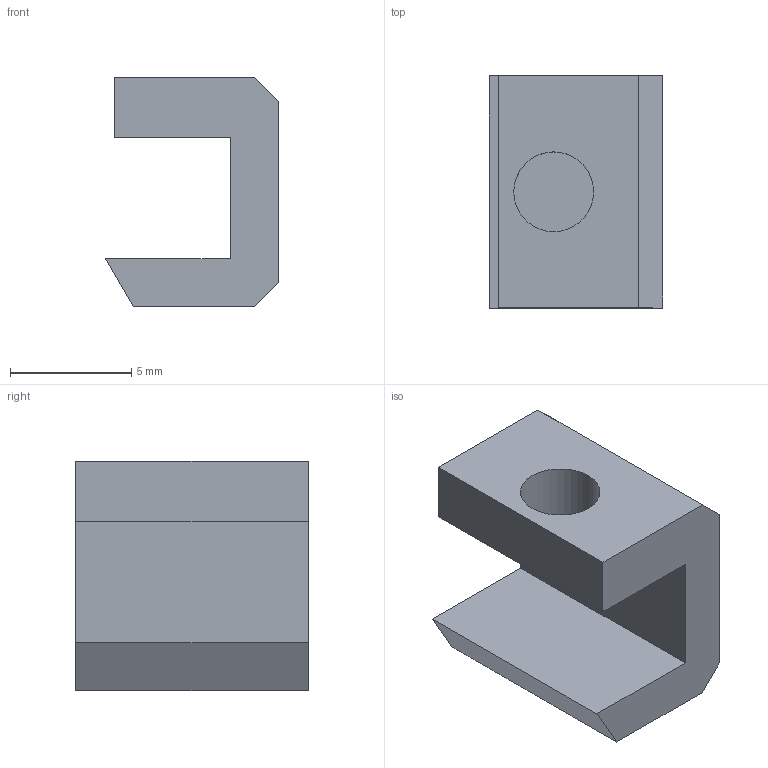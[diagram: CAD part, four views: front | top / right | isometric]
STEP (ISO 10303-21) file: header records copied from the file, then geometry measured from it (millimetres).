
FILE_DESCRIPTION (( 'STEP AP214' ), '1' );
FILE_NAME ('ender3_ad5C.STEP', '2025-01-09T12:00:20', ( '' ), ( '' ), 'SwSTEP 2.0', 'SolidWorks 2024', '' );
FILE_SCHEMA (( 'AUTOMOTIVE_DESIGN' ));
Length unit declared in the file: millimetre
Products named in the file (1): ender3_ad5C
Bounding box: 7.15 x 9.6 x 9.5 mm (x, y, z)
Volume: 354.5 mm3; surface area: 479.7 mm2
Topology: 1 solids, 1 shells, 14 faces, 36 edges, 24 vertices
Faces by surface type: plane 12, cylinder 2
Entity records: 451 total; most frequent: CARTESIAN_POINT 75, ORIENTED_EDGE 72, DIRECTION 70, EDGE_CURVE 36, VECTOR 32, LINE 32, VERTEX_POINT 24, AXIS2_PLACEMENT_3D 19
